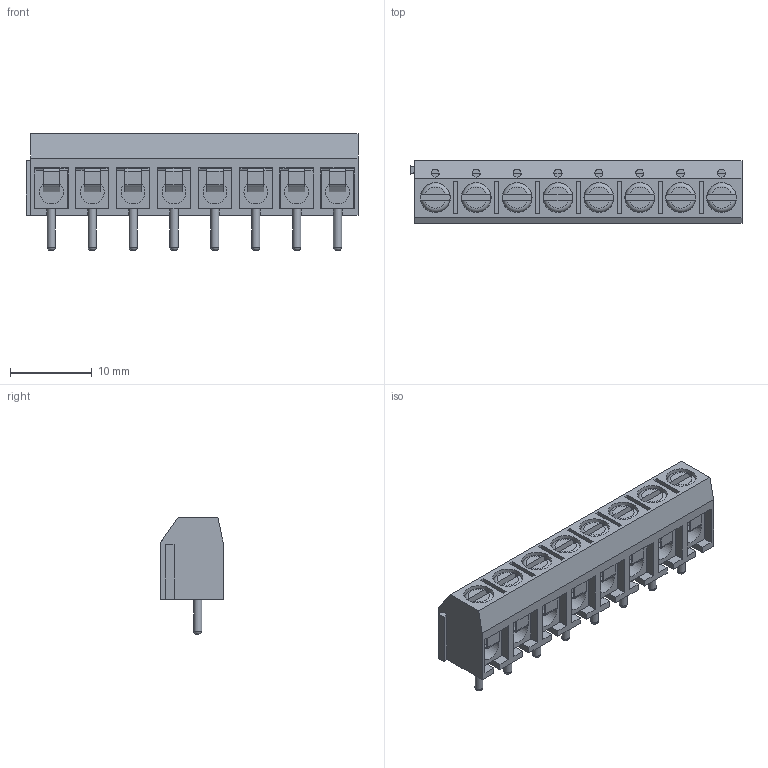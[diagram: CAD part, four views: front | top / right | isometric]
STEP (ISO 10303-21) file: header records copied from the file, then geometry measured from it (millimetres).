
FILE_DESCRIPTION(('STEP AP214'), '1');
FILE_NAME('DG301-5.0-03', '2017-07-15T10:40:07', ('Nobody'), (''), 'ASCON STEP Converter 1.3', 'ASCON Math Kernel', '');
FILE_SCHEMA(('AUTOMOTIVE_DESIGN { 1 0 10303 214 3 1 1}'));
Length unit declared in the file: millimetre
Assembly tree (24 placements, depth 2):
  (unnamed)
    (unnamed)  x8
    (unnamed)  x8
    (unnamed)  x8
Bounding box: 40.6 x 7.6 x 14.3 mm (x, y, z)
Volume: 1972.9 mm3; surface area: 5478.2 mm2
Topology: 25 solids, 25 shells, 707 faces, 1662 edges, 1028 vertices
Faces by surface type: plane 523, cylinder 136, torus 32, cone 16
Full cylindrical faces by diameter (mm): 1 x16, 1.8 x8, 2 x8, 2.5 x8, 2.6 x8, 2.9 x8, 3 x8, 3.6 x8, 3.65 x8
Entity records: 10091 total; most frequent: CARTESIAN_POINT 1446, DIRECTION 1214, ORIENTED_EDGE 1196, EDGE_CURVE 598, LINE 496, VECTOR 496, VERTEX_POINT 412, AXIS2_PLACEMENT_3D 359
